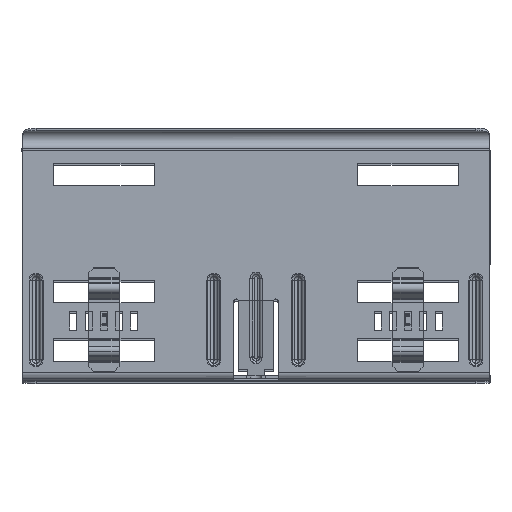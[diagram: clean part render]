
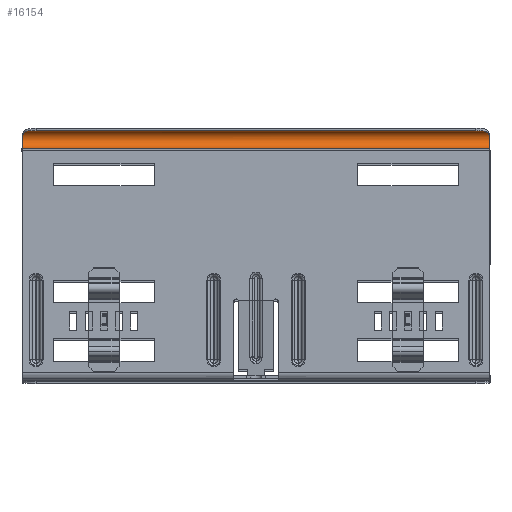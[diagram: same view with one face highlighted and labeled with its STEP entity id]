
A CAD part, top view. The second image highlights one B-rep face of the part: STEP entity #16154.
In plain terms, the highlighted cylindrical face has radius 3.7 mm (diameter 7.4 mm), a partial arc.
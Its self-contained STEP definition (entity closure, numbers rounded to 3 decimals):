
#461 = CARTESIAN_POINT ( 'NONE',  ( 7.517, 105.329, 99.438 ) ) ;
#463 = DIRECTION ( 'NONE',  ( 0., 0., -1. ) ) ;
#536 = CARTESIAN_POINT ( 'NONE',  ( 6.424, 106.173, 98.408 ) ) ;
#821 = ORIENTED_EDGE ( 'NONE', *, *, #14598, .F. ) ;
#854 = CARTESIAN_POINT ( 'NONE',  ( 4.75, 99.171, -100. ) ) ;
#1090 = CARTESIAN_POINT ( 'NONE',  ( 4.75, 102.871, -100. ) ) ;
#1168 = CARTESIAN_POINT ( 'NONE',  ( 5.23, 106.54, -96.481 ) ) ;
#1237 = CARTESIAN_POINT ( 'NONE',  ( 6.098, 106.317, -98.002 ) ) ;
#1309 = CARTESIAN_POINT ( 'NONE',  ( 8.429, 103.268, -100. ) ) ;
#1750 = CARTESIAN_POINT ( 'NONE',  ( 8.429, 103.268, 100. ) ) ;
#2052 = CARTESIAN_POINT ( 'NONE',  ( 7.417, 105.436, 99.359 ) ) ;
#2110 = CARTESIAN_POINT ( 'NONE',  ( 5.968, 106.373, 97.839 ) ) ;
#2382 = EDGE_CURVE ( 'NONE', #17604, #11670, #16141, .T. ) ;
#2474 = CARTESIAN_POINT ( 'NONE',  ( 4.75, 102.871, 200.417 ) ) ;
#2650 = DIRECTION ( 'NONE',  ( 0., 1., 0. ) ) ;
#2675 = CARTESIAN_POINT ( 'NONE',  ( 4.75, 106.571, -94. ) ) ;
#2745 = CARTESIAN_POINT ( 'NONE',  ( 5.242, 106.538, -96.511 ) ) ;
#2809 = CARTESIAN_POINT ( 'NONE',  ( 6.166, 106.289, -98.09 ) ) ;
#3091 = AXIS2_PLACEMENT_3D ( 'NONE', #2474, #5548, #5473 ) ;
#3591 = CARTESIAN_POINT ( 'NONE',  ( 7.399, 105.454, 99.345 ) ) ;
#3650 = CARTESIAN_POINT ( 'NONE',  ( 5.403, 106.518, 96.907 ) ) ;
#4261 = CARTESIAN_POINT ( 'NONE',  ( 5.284, 106.532, -96.609 ) ) ;
#4337 = CARTESIAN_POINT ( 'NONE',  ( 6.186, 106.281, -98.116 ) ) ;
#4682 = CARTESIAN_POINT ( 'NONE',  ( 4.75, 106.571, 94. ) ) ;
#5046 = CARTESIAN_POINT ( 'NONE',  ( 4.75, 99.171, 100. ) ) ;
#5059 = CARTESIAN_POINT ( 'NONE',  ( 8.381, 103.714, 99.962 ) ) ;
#5132 = CARTESIAN_POINT ( 'NONE',  ( 7.37, 105.484, 99.321 ) ) ;
#5190 = CARTESIAN_POINT ( 'NONE',  ( 5.004, 106.564, 95.89 ) ) ;
#5202 = EDGE_LOOP ( 'NONE', ( #14381, #17817, #6337, #17373, #11842, #821 ) ) ;
#5473 = DIRECTION ( 'NONE',  ( 0., 1., 0. ) ) ;
#5548 = DIRECTION ( 'NONE',  ( 0., 0., -1. ) ) ;
#5578 = VERTEX_POINT ( 'NONE', #5046 ) ;
#5812 = CARTESIAN_POINT ( 'NONE',  ( 5.412, 106.512, -96.89 ) ) ;
#5888 = CARTESIAN_POINT ( 'NONE',  ( 6.684, 106.039, -98.706 ) ) ;
#6337 = ORIENTED_EDGE ( 'NONE', *, *, #2382, .T. ) ;
#6645 = CARTESIAN_POINT ( 'NONE',  ( 7.284, 105.568, 99.249 ) ) ;
#6708 = CARTESIAN_POINT ( 'NONE',  ( 4.785, 106.571, 94.787 ) ) ;
#7332 = CARTESIAN_POINT ( 'NONE',  ( 5.678, 106.454, -97.381 ) ) ;
#7375 = CIRCLE ( 'NONE', #15262, 3.7 ) ;
#7394 = CARTESIAN_POINT ( 'NONE',  ( 7.394, 105.48, -99.367 ) ) ;
#7414 = CIRCLE ( 'NONE', #19847, 3.7 ) ;
#7426 = EDGE_CURVE ( 'NONE', #11670, #13543, #10382, .T. ) ;
#7886 = VECTOR ( 'NONE', #463, 1000. ) ;
#8080 = CARTESIAN_POINT ( 'NONE',  ( 4.75, 102.871, 100. ) ) ;
#8138 = CARTESIAN_POINT ( 'NONE',  ( 8.256, 104.109, 99.9 ) ) ;
#8199 = CARTESIAN_POINT ( 'NONE',  ( 7.019, 105.797, 99.018 ) ) ;
#8264 = CARTESIAN_POINT ( 'NONE',  ( 4.75, 106.571, 94. ) ) ;
#8803 = CARTESIAN_POINT ( 'NONE',  ( 4.944, 106.572, -95.676 ) ) ;
#8867 = CARTESIAN_POINT ( 'NONE',  ( 5.926, 106.379, -97.764 ) ) ;
#8933 = CARTESIAN_POINT ( 'NONE',  ( 7.997, 104.681, -99.797 ) ) ;
#9576 = DIRECTION ( 'NONE',  ( 0., -1., 0. ) ) ;
#9644 = CARTESIAN_POINT ( 'NONE',  ( 7.753, 105.052, 99.611 ) ) ;
#9713 = CARTESIAN_POINT ( 'NONE',  ( 6.661, 106.042, 98.667 ) ) ;
#10327 = CARTESIAN_POINT ( 'NONE',  ( 5.2, 106.544, -96.406 ) ) ;
#10382 = B_SPLINE_CURVE_WITH_KNOTS ( 'NONE', 3,
 ( #2675, #14926, #8803, #19583, #10327, #1168, #11904, #2745, #13465, #4261, #15003, #5812, #16558, #7332, #18103, #8867, #19650, #10401, #1237, #11968, #2809, #13527, #4337, #15062, #5888, #16622, #7394, #18164, #8933, #19717, #10468, #1309 ),
 .UNSPECIFIED., .F., .F.,
 ( 4, 2, 1, 2, 2, 1, 2, 2, 2, 2, 1, 1, 2, 2, 2, 2, 2, 4 ),
 ( 0., 0.25, 0.281, 0.285, 0.289, 0.297, 0.312, 0.375, 0.437, 0.469, 0.484, 0.492, 0.496, 0.5, 0.625, 0.75, 0.875, 1. ),
 .UNSPECIFIED. ) ;
#10401 = CARTESIAN_POINT ( 'NONE',  ( 6.058, 106.332, -97.947 ) ) ;
#10468 = CARTESIAN_POINT ( 'NONE',  ( 8.387, 103.657, -99.997 ) ) ;
#10692 = CARTESIAN_POINT ( 'NONE',  ( 4.75, 106.571, 94. ) ) ;
#11157 = CYLINDRICAL_SURFACE ( 'NONE', #3091, 3.7 ) ;
#11197 = CARTESIAN_POINT ( 'NONE',  ( 7.47, 105.381, 99.402 ) ) ;
#11265 = CARTESIAN_POINT ( 'NONE',  ( 6.306, 106.23, 98.269 ) ) ;
#11343 = VERTEX_POINT ( 'NONE', #1750 ) ;
#11670 = VERTEX_POINT ( 'NONE', #19386 ) ;
#11824 = DIRECTION ( 'NONE',  ( 0., 0., -1. ) ) ;
#11842 = ORIENTED_EDGE ( 'NONE', *, *, #15214, .T. ) ;
#11904 = CARTESIAN_POINT ( 'NONE',  ( 5.237, 106.539, -96.498 ) ) ;
#11965 = LINE ( 'NONE', #15802, #7886 ) ;
#11968 = CARTESIAN_POINT ( 'NONE',  ( 6.146, 106.298, -98.064 ) ) ;
#12771 = CARTESIAN_POINT ( 'NONE',  ( 7.411, 105.442, 99.355 ) ) ;
#12833 = CARTESIAN_POINT ( 'NONE',  ( 5.762, 106.435, 97.538 ) ) ;
#13465 = CARTESIAN_POINT ( 'NONE',  ( 5.256, 106.536, -96.544 ) ) ;
#13527 = CARTESIAN_POINT ( 'NONE',  ( 6.18, 106.284, -98.108 ) ) ;
#13543 = VERTEX_POINT ( 'NONE', #16091 ) ;
#14305 = CARTESIAN_POINT ( 'NONE',  ( 7.392, 105.462, 99.339 ) ) ;
#14370 = CARTESIAN_POINT ( 'NONE',  ( 5.25, 106.539, 96.578 ) ) ;
#14381 = ORIENTED_EDGE ( 'NONE', *, *, #19900, .T. ) ;
#14598 = EDGE_CURVE ( 'NONE', #5578, #17396, #11965, .T. ) ;
#14908 = B_SPLINE_CURVE_WITH_KNOTS ( 'NONE', 3,
 ( #15801, #5059, #8138, #18898, #9644, #461, #11197, #2052, #12771, #3591, #14305, #5132, #15857, #6645, #17411, #8199, #18949, #9713, #536, #11265, #2110, #12833, #3650, #14370, #5190, #15921, #6708, #17477, #8264 ),
 .UNSPECIFIED., .F., .F.,
 ( 4, 2, 2, 2, 2, 2, 1, 2, 2, 2, 2, 2, 2, 2, 4 ),
 ( 0., 0.125, 0.25, 0.281, 0.285, 0.289, 0.297, 0.313, 0.375, 0.438, 0.5, 0.625, 0.75, 0.875, 1. ),
 .UNSPECIFIED. ) ;
#14926 = CARTESIAN_POINT ( 'NONE',  ( 4.812, 106.571, -94.924 ) ) ;
#15003 = CARTESIAN_POINT ( 'NONE',  ( 5.313, 106.528, -96.675 ) ) ;
#15062 = CARTESIAN_POINT ( 'NONE',  ( 6.437, 106.175, -98.435 ) ) ;
#15214 = EDGE_CURVE ( 'NONE', #13543, #17396, #7375, .T. ) ;
#15262 = AXIS2_PLACEMENT_3D ( 'NONE', #1090, #11824, #2650 ) ;
#15801 = CARTESIAN_POINT ( 'NONE',  ( 8.429, 103.268, 100. ) ) ;
#15802 = CARTESIAN_POINT ( 'NONE',  ( 4.75, 99.171, 100. ) ) ;
#15857 = CARTESIAN_POINT ( 'NONE',  ( 7.327, 105.526, 99.286 ) ) ;
#15921 = CARTESIAN_POINT ( 'NONE',  ( 4.911, 106.568, 95.532 ) ) ;
#16091 = CARTESIAN_POINT ( 'NONE',  ( 8.429, 103.268, -100. ) ) ;
#16141 = LINE ( 'NONE', #4682, #19776 ) ;
#16154 = ADVANCED_FACE ( 'NONE', ( #19357 ), #11157, .F. ) ;
#16558 = CARTESIAN_POINT ( 'NONE',  ( 5.497, 106.496, -97.057 ) ) ;
#16622 = CARTESIAN_POINT ( 'NONE',  ( 7.163, 105.692, -99.172 ) ) ;
#17373 = ORIENTED_EDGE ( 'NONE', *, *, #7426, .T. ) ;
#17396 = VERTEX_POINT ( 'NONE', #854 ) ;
#17411 = CARTESIAN_POINT ( 'NONE',  ( 7.138, 105.702, 99.125 ) ) ;
#17477 = CARTESIAN_POINT ( 'NONE',  ( 4.752, 106.571, 94.401 ) ) ;
#17604 = VERTEX_POINT ( 'NONE', #10692 ) ;
#17817 = ORIENTED_EDGE ( 'NONE', *, *, #19922, .T. ) ;
#18103 = CARTESIAN_POINT ( 'NONE',  ( 5.774, 106.428, -97.537 ) ) ;
#18164 = CARTESIAN_POINT ( 'NONE',  ( 7.812, 104.975, -99.679 ) ) ;
#18834 = DIRECTION ( 'NONE',  ( 0., 0., 1. ) ) ;
#18898 = CARTESIAN_POINT ( 'NONE',  ( 7.942, 104.778, 99.724 ) ) ;
#18949 = CARTESIAN_POINT ( 'NONE',  ( 6.78, 105.968, 98.789 ) ) ;
#19357 = FACE_OUTER_BOUND ( 'NONE', #5202, .T. ) ;
#19386 = CARTESIAN_POINT ( 'NONE',  ( 4.75, 106.571, -94. ) ) ;
#19583 = CARTESIAN_POINT ( 'NONE',  ( 5.17, 106.547, -96.328 ) ) ;
#19650 = CARTESIAN_POINT ( 'NONE',  ( 5.978, 106.362, -97.838 ) ) ;
#19717 = CARTESIAN_POINT ( 'NONE',  ( 8.285, 104.022, -99.956 ) ) ;
#19776 = VECTOR ( 'NONE', #19927, 1000. ) ;
#19847 = AXIS2_PLACEMENT_3D ( 'NONE', #8080, #18834, #9576 ) ;
#19900 = EDGE_CURVE ( 'NONE', #5578, #11343, #7414, .T. ) ;
#19922 = EDGE_CURVE ( 'NONE', #11343, #17604, #14908, .T. ) ;
#19927 = DIRECTION ( 'NONE',  ( 0., 0., -1. ) ) ;
